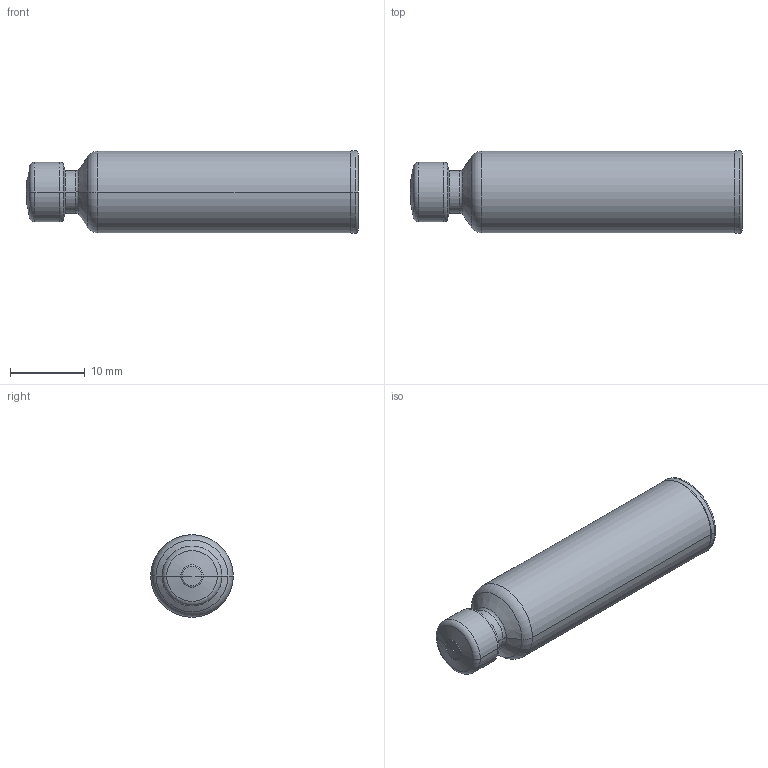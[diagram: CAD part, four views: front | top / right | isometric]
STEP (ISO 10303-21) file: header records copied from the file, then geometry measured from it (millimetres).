
FILE_DESCRIPTION((''),'2;1');
FILE_NAME('EMK0548_ASM','2023-03-16T13:54:53',('ZKHO'),('Device R&D - Novo Nordisk'),'CREO PARAMETRIC BY PTC INC, 2020281','CREO PARAMETRIC BY PTC INC, 2020281','');
FILE_SCHEMA(('CONFIG_CONTROL_DESIGN','SHAPE_APPEARANCE_LAYERS_GROUPS'));
Length unit declared in the file: millimetre
Products named in the file (6): 29-150-52; STEMPEL30; KAPSEL; KAPSELGUMMI; BARRIER-RUBBER_20-323-17; EMK0548_ASM
Assembly tree (5 placements, depth 2):
  EMK0548_ASM
    29-150-52
    STEMPEL30
    KAPSEL
    KAPSELGUMMI
    BARRIER-RUBBER_20-323-17
Bounding box: 44.43 x 11.05 x 11.05 mm (x, y, z)
Volume: 1773.1 mm3; surface area: 3509.6 mm2
Topology: 5 solids, 5 shells, 137 faces, 310 edges, 159 vertices
Faces by surface type: torus 52, cylinder 36, cone 28, sphere 16, plane 3, revolution 2
Entity records: 4837 total; most frequent: DIRECTION 790, CARTESIAN_POINT 610, ORIENTED_EDGE 568, AXIS2_PLACEMENT_3D 360, PRESENTATION_STYLE_ASSIGNMENT 289, STYLED_ITEM 289, CURVE_STYLE 284, EDGE_CURVE 284
